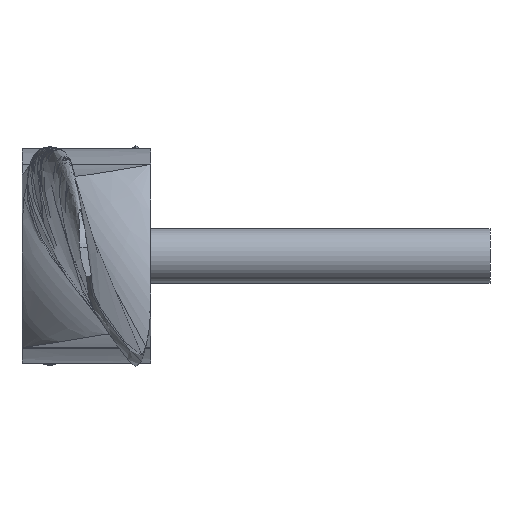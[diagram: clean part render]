
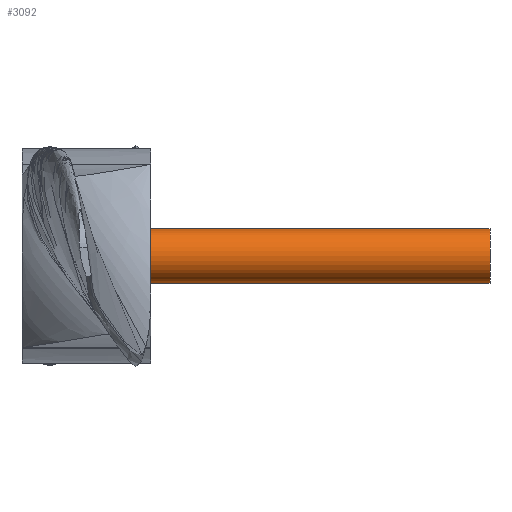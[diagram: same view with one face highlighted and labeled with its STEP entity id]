
A CAD part, left-side view. The second image highlights one B-rep face of the part: STEP entity #3092.
In plain terms, the highlighted cylindrical face has radius 12 mm (diameter 24 mm), a partial arc.
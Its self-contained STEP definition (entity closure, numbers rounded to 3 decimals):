
#203 = CARTESIAN_POINT ( 'NONE',  ( 0., -28.5, 12. ) ) ;
#374 = EDGE_LOOP ( 'NONE', ( #4955, #7338, #6029, #9057 ) ) ;
#973 = FACE_OUTER_BOUND ( 'NONE', #374, .T. ) ;
#2144 = LINE ( 'NONE', #5186, #8767 ) ;
#2418 = CYLINDRICAL_SURFACE ( 'NONE', #9731, 12. ) ;
#2429 = VECTOR ( 'NONE', #6570, 1000. ) ;
#2635 = CARTESIAN_POINT ( 'NONE',  ( 0., -178.5, 12. ) ) ;
#3092 = ADVANCED_FACE ( 'NONE', ( #973 ), #2418, .T. ) ;
#3165 = CARTESIAN_POINT ( 'NONE',  ( 0., -178.5, 0. ) ) ;
#3265 = DIRECTION ( 'NONE',  ( 0., 0., 1. ) ) ;
#3540 = DIRECTION ( 'NONE',  ( 0., 0., -1. ) ) ;
#3572 = CARTESIAN_POINT ( 'NONE',  ( 0., -178.5, 12. ) ) ;
#4008 = DIRECTION ( 'NONE',  ( 0., 1., 0. ) ) ;
#4181 = EDGE_CURVE ( 'NONE', #5975, #6410, #2144, .T. ) ;
#4286 = DIRECTION ( 'NONE',  ( 0., -1., 0. ) ) ;
#4393 = EDGE_CURVE ( 'NONE', #4476, #9807, #5676, .T. ) ;
#4476 = VERTEX_POINT ( 'NONE', #3572 ) ;
#4481 = AXIS2_PLACEMENT_3D ( 'NONE', #6048, #7538, #8381 ) ;
#4491 = DIRECTION ( 'NONE',  ( 0., 1., 0. ) ) ;
#4651 = CIRCLE ( 'NONE', #7343, 12. ) ;
#4955 = ORIENTED_EDGE ( 'NONE', *, *, #4181, .F. ) ;
#5186 = CARTESIAN_POINT ( 'NONE',  ( 0., -178.5, -12. ) ) ;
#5444 = EDGE_CURVE ( 'NONE', #9807, #6410, #4651, .T. ) ;
#5676 = LINE ( 'NONE', #2635, #2429 ) ;
#5975 = VERTEX_POINT ( 'NONE', #7793 ) ;
#6029 = ORIENTED_EDGE ( 'NONE', *, *, #4393, .T. ) ;
#6048 = CARTESIAN_POINT ( 'NONE',  ( 0., -178.5, 0. ) ) ;
#6410 = VERTEX_POINT ( 'NONE', #8443 ) ;
#6570 = DIRECTION ( 'NONE',  ( 0., 1., 0. ) ) ;
#6882 = CIRCLE ( 'NONE', #4481, 12. ) ;
#7322 = EDGE_CURVE ( 'NONE', #4476, #5975, #6882, .T. ) ;
#7338 = ORIENTED_EDGE ( 'NONE', *, *, #7322, .F. ) ;
#7343 = AXIS2_PLACEMENT_3D ( 'NONE', #9014, #4286, #3540 ) ;
#7538 = DIRECTION ( 'NONE',  ( 0., -1., 0. ) ) ;
#7793 = CARTESIAN_POINT ( 'NONE',  ( 0., -178.5, -12. ) ) ;
#8381 = DIRECTION ( 'NONE',  ( 0., 0., -1. ) ) ;
#8443 = CARTESIAN_POINT ( 'NONE',  ( 0., -28.5, -12. ) ) ;
#8767 = VECTOR ( 'NONE', #4491, 1000. ) ;
#9014 = CARTESIAN_POINT ( 'NONE',  ( 0., -28.5, 0. ) ) ;
#9057 = ORIENTED_EDGE ( 'NONE', *, *, #5444, .T. ) ;
#9731 = AXIS2_PLACEMENT_3D ( 'NONE', #3165, #4008, #3265 ) ;
#9807 = VERTEX_POINT ( 'NONE', #203 ) ;
